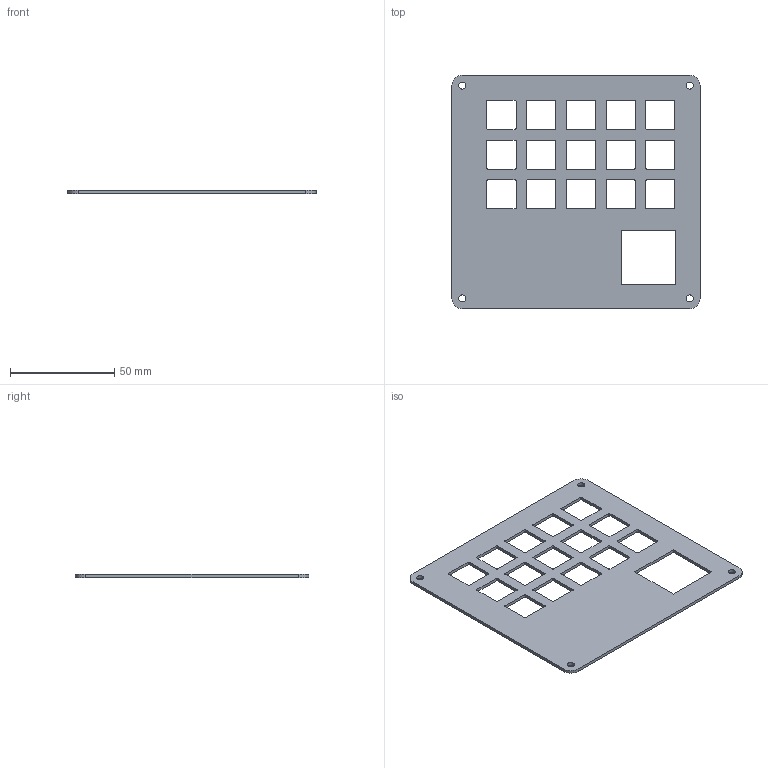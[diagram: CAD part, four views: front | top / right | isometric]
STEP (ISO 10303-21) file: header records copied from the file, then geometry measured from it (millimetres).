
FILE_DESCRIPTION(/* description */ ('','CAx-IF Rec.Pracs.---Representation and Presentation of Product Manufacturing Information (PMI)---4.0---2014-10-13'),/* implementation_level */ '2;1');
FILE_NAME(/* name */ '72531557-5683-4e22-a490-8f7dfff6c8ea.step',/* time_stamp */ '2025-02-22T02:37:23Z',/* author */ (''),/* organization */ (''),/* preprocessor_version */ 'ST-DEVELOPER v20',/* originating_system */ 'Autodesk Translation Framework v13.20.0.188',/* authorisation */ '');
FILE_SCHEMA (('AP242_MANAGED_MODEL_BASED_3D_ENGINEERING_MIM_LF { 1 0 10303 442 1 1 4 }'));
Length unit declared in the file: millimetre
Products named in the file (1): WidePad Top casing
Bounding box: 119 x 112 x 1.5 mm (x, y, z)
Volume: 14455.6 mm3; surface area: 21564.5 mm2
Topology: 1 solids, 1 shells, 703 faces, 1974 edges, 1316 vertices
Faces by surface type: bspline 370, plane 265, cylinder 68
Full cylindrical faces by diameter (mm): 3.4 x4
Entity records: 26117 total; most frequent: CARTESIAN_POINT 10284, ORIENTED_EDGE 3948, DIRECTION 2038, EDGE_CURVE 1974, VERTEX_POINT 1316, LINE 1098, VECTOR 1098, EDGE_LOOP 786
